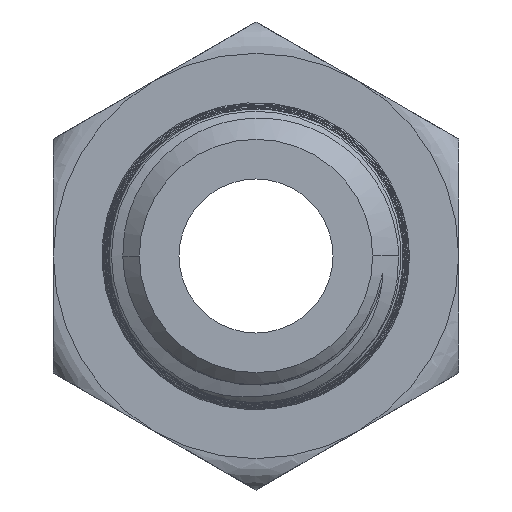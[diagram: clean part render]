
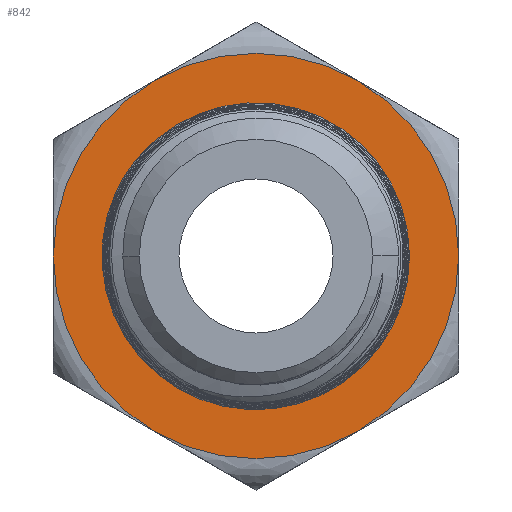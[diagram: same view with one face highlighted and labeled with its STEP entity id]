
A CAD part, left-side view. The second image highlights one B-rep face of the part: STEP entity #842.
In plain terms, the highlighted planar face has unit normal (-1, 0, 0).
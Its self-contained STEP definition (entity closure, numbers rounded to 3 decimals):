
#121=FACE_BOUND('',#260,.T.);
#125=B_SPLINE_CURVE_WITH_KNOTS('',3,(#1161,#1162,#1163,#1164,#1165,#1166,
#1167,#1168,#1169,#1170,#1171,#1172),.UNSPECIFIED.,.F.,.F.,(4,2,2,2,2,4),
(-8.408,-7.446,-6.47,-4.122,-1.814,
-0.02),.UNSPECIFIED.);
#126=B_SPLINE_CURVE_WITH_KNOTS('',3,(#1174,#1175,#1176,#1177,#1178,#1179,
#1180,#1181,#1182,#1183,#1184,#1185),.UNSPECIFIED.,.F.,.F.,(4,2,2,2,2,4),
(-2.544,-2.282,-1.936,-1.447,
-0.801,0.),.UNSPECIFIED.);
#127=B_SPLINE_CURVE_WITH_KNOTS('',3,(#1187,#1188,#1189,#1190,#1191,#1192,
#1193,#1194,#1195,#1196,#1197,#1198),.UNSPECIFIED.,.F.,.F.,(4,2,2,2,2,4),
(-5.754,-5.032,-4.131,-2.757,
-1.463,0.),.UNSPECIFIED.);
#128=B_SPLINE_CURVE_WITH_KNOTS('',3,(#1200,#1201,#1202,#1203,#1204,#1205,
#1206,#1207),.UNSPECIFIED.,.F.,.F.,(4,2,2,4),(-2.24,-1.639,
-1.05,-0.004),.UNSPECIFIED.);
#129=B_SPLINE_CURVE_WITH_KNOTS('',3,(#1208,#1209,#1210,#1211,#1212,#1213,
#1214,#1215,#1216,#1217),.UNSPECIFIED.,.F.,.F.,(4,2,2,2,4),(-3.233,
-2.699,-1.924,-0.993,-0.002),
 .UNSPECIFIED.);
#206=FACE_OUTER_BOUND('',#259,.T.);
#259=EDGE_LOOP('',(#562,#563,#564,#565,#566,#567));
#260=EDGE_LOOP('',(#568,#569,#570,#571,#572));
#316=CIRCLE('',#899,6.35);
#317=CIRCLE('',#900,6.35);
#318=CIRCLE('',#901,6.35);
#319=CIRCLE('',#902,6.35);
#320=CIRCLE('',#903,6.35);
#321=CIRCLE('',#904,6.35);
#341=VERTEX_POINT('',#1147);
#342=VERTEX_POINT('',#1148);
#343=VERTEX_POINT('',#1150);
#344=VERTEX_POINT('',#1152);
#345=VERTEX_POINT('',#1154);
#346=VERTEX_POINT('',#1156);
#347=VERTEX_POINT('',#1159);
#348=VERTEX_POINT('',#1160);
#349=VERTEX_POINT('',#1173);
#350=VERTEX_POINT('',#1186);
#351=VERTEX_POINT('',#1199);
#427=EDGE_CURVE('',#341,#342,#316,.T.);
#428=EDGE_CURVE('',#342,#343,#317,.T.);
#429=EDGE_CURVE('',#343,#344,#318,.T.);
#430=EDGE_CURVE('',#344,#345,#319,.T.);
#431=EDGE_CURVE('',#345,#346,#320,.T.);
#432=EDGE_CURVE('',#346,#341,#321,.T.);
#433=EDGE_CURVE('',#347,#348,#125,.T.);
#434=EDGE_CURVE('',#349,#347,#126,.T.);
#435=EDGE_CURVE('',#350,#349,#127,.T.);
#436=EDGE_CURVE('',#351,#350,#128,.T.);
#437=EDGE_CURVE('',#348,#351,#129,.T.);
#562=ORIENTED_EDGE('',*,*,#427,.T.);
#563=ORIENTED_EDGE('',*,*,#428,.T.);
#564=ORIENTED_EDGE('',*,*,#429,.T.);
#565=ORIENTED_EDGE('',*,*,#430,.T.);
#566=ORIENTED_EDGE('',*,*,#431,.T.);
#567=ORIENTED_EDGE('',*,*,#432,.T.);
#568=ORIENTED_EDGE('',*,*,#433,.F.);
#569=ORIENTED_EDGE('',*,*,#434,.F.);
#570=ORIENTED_EDGE('',*,*,#435,.F.);
#571=ORIENTED_EDGE('',*,*,#436,.F.);
#572=ORIENTED_EDGE('',*,*,#437,.F.);
#832=PLANE('',#898);
#842=ADVANCED_FACE('',(#206,#121),#832,.T.);
#898=AXIS2_PLACEMENT_3D('',#1146,#973,#974);
#899=AXIS2_PLACEMENT_3D('',#1149,#975,#976);
#900=AXIS2_PLACEMENT_3D('',#1151,#977,#978);
#901=AXIS2_PLACEMENT_3D('',#1153,#979,#980);
#902=AXIS2_PLACEMENT_3D('',#1155,#981,#982);
#903=AXIS2_PLACEMENT_3D('',#1157,#983,#984);
#904=AXIS2_PLACEMENT_3D('',#1158,#985,#986);
#973=DIRECTION('center_axis',(-1.,0.,0.));
#974=DIRECTION('ref_axis',(0.,0.,1.));
#975=DIRECTION('center_axis',(-1.,0.,0.));
#976=DIRECTION('ref_axis',(0.,1.,0.));
#977=DIRECTION('center_axis',(-1.,0.,0.));
#978=DIRECTION('ref_axis',(0.,1.,0.));
#979=DIRECTION('center_axis',(-1.,0.,0.));
#980=DIRECTION('ref_axis',(0.,1.,0.));
#981=DIRECTION('center_axis',(-1.,0.,0.));
#982=DIRECTION('ref_axis',(0.,1.,0.));
#983=DIRECTION('center_axis',(-1.,0.,0.));
#984=DIRECTION('ref_axis',(0.,1.,0.));
#985=DIRECTION('center_axis',(-1.,0.,0.));
#986=DIRECTION('ref_axis',(0.,1.,0.));
#1146=CARTESIAN_POINT('Origin',(8.452,8.249,0.));
#1147=CARTESIAN_POINT('',(8.452,0.,-6.35));
#1148=CARTESIAN_POINT('',(8.452,-5.499,-3.175));
#1149=CARTESIAN_POINT('Origin',(8.452,0.,0.));
#1150=CARTESIAN_POINT('',(8.452,-5.499,3.175));
#1151=CARTESIAN_POINT('Origin',(8.452,0.,0.));
#1152=CARTESIAN_POINT('',(8.452,0.,6.35));
#1153=CARTESIAN_POINT('Origin',(8.452,0.,0.));
#1154=CARTESIAN_POINT('',(8.452,5.499,3.175));
#1155=CARTESIAN_POINT('Origin',(8.452,0.,0.));
#1156=CARTESIAN_POINT('',(8.452,5.499,-3.175));
#1157=CARTESIAN_POINT('Origin',(8.452,0.,0.));
#1158=CARTESIAN_POINT('Origin',(8.452,0.,0.));
#1159=CARTESIAN_POINT('',(8.452,1.898,3.849));
#1160=CARTESIAN_POINT('',(8.452,4.239,-2.164));
#1161=CARTESIAN_POINT('Ctrl Pts',(8.452,1.898,3.849));
#1162=CARTESIAN_POINT('Ctrl Pts',(8.452,2.181,3.733));
#1163=CARTESIAN_POINT('Ctrl Pts',(8.452,2.452,3.586));
#1164=CARTESIAN_POINT('Ctrl Pts',(8.452,2.96,3.236));
#1165=CARTESIAN_POINT('Ctrl Pts',(8.452,3.197,3.033));
#1166=CARTESIAN_POINT('Ctrl Pts',(8.452,3.923,2.264));
#1167=CARTESIAN_POINT('Ctrl Pts',(8.452,4.19,1.706));
#1168=CARTESIAN_POINT('Ctrl Pts',(8.452,4.478,0.943));
#1169=CARTESIAN_POINT('Ctrl Pts',(8.452,4.65,0.345));
#1170=CARTESIAN_POINT('Ctrl Pts',(8.452,4.61,-1.021));
#1171=CARTESIAN_POINT('Ctrl Pts',(8.452,4.477,-1.615));
#1172=CARTESIAN_POINT('Ctrl Pts',(8.452,4.239,-2.164));
#1173=CARTESIAN_POINT('',(8.452,-3.768,2.053));
#1174=CARTESIAN_POINT('Ctrl Pts',(8.452,-3.768,2.053));
#1175=CARTESIAN_POINT('Ctrl Pts',(8.452,-3.662,2.222));
#1176=CARTESIAN_POINT('Ctrl Pts',(8.452,-3.518,2.434));
#1177=CARTESIAN_POINT('Ctrl Pts',(8.452,-3.072,2.958));
#1178=CARTESIAN_POINT('Ctrl Pts',(8.452,-2.786,3.22));
#1179=CARTESIAN_POINT('Ctrl Pts',(8.452,-2.007,3.759));
#1180=CARTESIAN_POINT('Ctrl Pts',(8.452,-1.492,3.989));
#1181=CARTESIAN_POINT('Ctrl Pts',(8.452,-0.239,4.284));
#1182=CARTESIAN_POINT('Ctrl Pts',(8.452,0.369,4.239));
#1183=CARTESIAN_POINT('Ctrl Pts',(8.452,1.267,4.095));
#1184=CARTESIAN_POINT('Ctrl Pts',(8.452,1.652,3.951));
#1185=CARTESIAN_POINT('Ctrl Pts',(8.452,1.898,3.849));
#1186=CARTESIAN_POINT('',(8.452,-1.322,-4.572));
#1187=CARTESIAN_POINT('Ctrl Pts',(8.452,-1.322,-4.572));
#1188=CARTESIAN_POINT('Ctrl Pts',(8.452,-1.785,-4.41));
#1189=CARTESIAN_POINT('Ctrl Pts',(8.452,-2.223,-4.176));
#1190=CARTESIAN_POINT('Ctrl Pts',(8.452,-3.102,-3.511));
#1191=CARTESIAN_POINT('Ctrl Pts',(8.452,-3.417,-3.123));
#1192=CARTESIAN_POINT('Ctrl Pts',(8.452,-3.927,-2.389));
#1193=CARTESIAN_POINT('Ctrl Pts',(8.452,-4.18,-1.859));
#1194=CARTESIAN_POINT('Ctrl Pts',(8.452,-4.446,-0.695));
#1195=CARTESIAN_POINT('Ctrl Pts',(8.452,-4.464,-0.105));
#1196=CARTESIAN_POINT('Ctrl Pts',(8.452,-4.262,1.112));
#1197=CARTESIAN_POINT('Ctrl Pts',(8.452,-4.027,1.64));
#1198=CARTESIAN_POINT('Ctrl Pts',(8.452,-3.768,2.053));
#1199=CARTESIAN_POINT('',(8.452,1.976,-4.403));
#1200=CARTESIAN_POINT('Ctrl Pts',(8.452,1.976,-4.403));
#1201=CARTESIAN_POINT('Ctrl Pts',(8.452,1.672,-4.539));
#1202=CARTESIAN_POINT('Ctrl Pts',(8.452,1.354,-4.641));
#1203=CARTESIAN_POINT('Ctrl Pts',(8.452,0.707,-4.775));
#1204=CARTESIAN_POINT('Ctrl Pts',(8.452,0.382,-4.808));
#1205=CARTESIAN_POINT('Ctrl Pts',(8.452,-0.519,-4.801));
#1206=CARTESIAN_POINT('Ctrl Pts',(8.452,-0.992,-4.688));
#1207=CARTESIAN_POINT('Ctrl Pts',(8.452,-1.322,-4.572));
#1208=CARTESIAN_POINT('Ctrl Pts',(8.452,4.239,-2.164));
#1209=CARTESIAN_POINT('Ctrl Pts',(8.452,4.169,-2.327));
#1210=CARTESIAN_POINT('Ctrl Pts',(8.452,4.083,-2.489));
#1211=CARTESIAN_POINT('Ctrl Pts',(8.452,3.851,-2.867));
#1212=CARTESIAN_POINT('Ctrl Pts',(8.452,3.691,-3.08));
#1213=CARTESIAN_POINT('Ctrl Pts',(8.452,3.312,-3.504));
#1214=CARTESIAN_POINT('Ctrl Pts',(8.452,3.079,-3.717));
#1215=CARTESIAN_POINT('Ctrl Pts',(8.452,2.563,-4.099));
#1216=CARTESIAN_POINT('Ctrl Pts',(8.452,2.278,-4.267));
#1217=CARTESIAN_POINT('Ctrl Pts',(8.452,1.976,-4.403));
